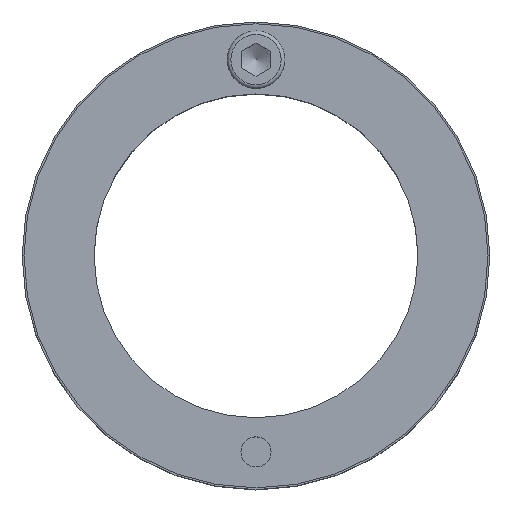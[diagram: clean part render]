
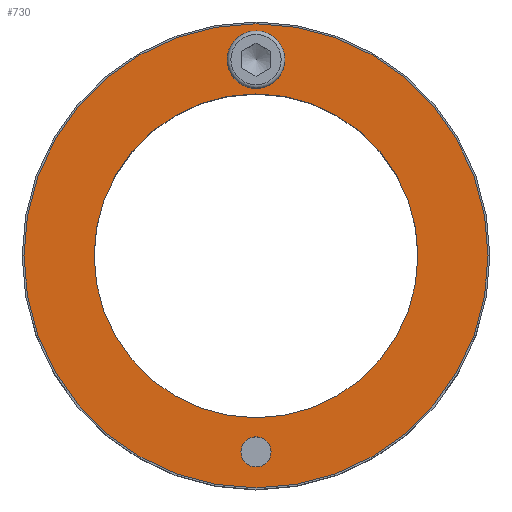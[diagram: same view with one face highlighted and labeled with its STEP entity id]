
A CAD part, top view. The second image highlights one B-rep face of the part: STEP entity #730.
In plain terms, the highlighted planar face has unit normal (0, 0, 1).
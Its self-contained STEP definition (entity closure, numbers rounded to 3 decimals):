
#599=CARTESIAN_POINT('',(4.188,-54.5,60.0));
#600=VERTEX_POINT('',#599);
#601=CARTESIAN_POINT('',(0.,-54.5,60.0));
#602=DIRECTION('',(0.0,0.0,-1.0));
#603=DIRECTION('',(1.0,0.0,0.0));
#604=AXIS2_PLACEMENT_3D('',#601,#602,#603);
#605=CIRCLE('',#604,4.188);
#606=EDGE_CURVE('',#600,#600,#605,.T.);
#627=CARTESIAN_POINT('',(-5.5,54.5,60.0));
#628=VERTEX_POINT('',#627);
#629=CARTESIAN_POINT('',(0.0,54.5,60.0));
#630=DIRECTION('',(0.0,0.0,-1.0));
#631=DIRECTION('',(-1.0,0.0,0.0));
#632=AXIS2_PLACEMENT_3D('',#629,#630,#631);
#633=CIRCLE('',#632,5.5);
#634=EDGE_CURVE('',#628,#628,#633,.T.);
#644=CARTESIAN_POINT('',(-45.0,0.,60.0));
#645=VERTEX_POINT('',#644);
#646=CARTESIAN_POINT('',(0.0,0.0,60.0));
#647=DIRECTION('',(0.0,0.0,-1.0));
#648=DIRECTION('',(1.0,0.0,0.0));
#649=AXIS2_PLACEMENT_3D('',#646,#647,#648);
#650=CIRCLE('',#649,45.0);
#651=EDGE_CURVE('',#645,#645,#650,.T.);
#683=CARTESIAN_POINT('',(-64.5,0.,60.0));
#684=VERTEX_POINT('',#683);
#685=CARTESIAN_POINT('',(0.0,0.0,60.0));
#686=DIRECTION('',(0.0,0.0,1.0));
#687=DIRECTION('',(1.0,0.0,0.0));
#688=AXIS2_PLACEMENT_3D('',#685,#686,#687);
#689=CIRCLE('',#688,64.5);
#690=EDGE_CURVE('',#684,#684,#689,.T.);
#713=CARTESIAN_POINT('',(0.0,0.0,60.0));
#714=DIRECTION('',(0.0,0.0,1.0));
#715=DIRECTION('',(1.0,0.0,0.0));
#716=AXIS2_PLACEMENT_3D('',#713,#714,#715);
#717=PLANE('',#716);
#718=ORIENTED_EDGE('',*,*,#690,.T.);
#719=EDGE_LOOP('',(#718));
#720=FACE_OUTER_BOUND('',#719,.T.);
#721=ORIENTED_EDGE('',*,*,#606,.T.);
#722=EDGE_LOOP('',(#721));
#723=FACE_BOUND('',#722,.T.);
#724=ORIENTED_EDGE('',*,*,#634,.T.);
#725=EDGE_LOOP('',(#724));
#726=FACE_BOUND('',#725,.T.);
#727=ORIENTED_EDGE('',*,*,#651,.T.);
#728=EDGE_LOOP('',(#727));
#729=FACE_BOUND('',#728,.T.);
#730=ADVANCED_FACE('',(#720,#723,#726,#729),#717,.T.);
